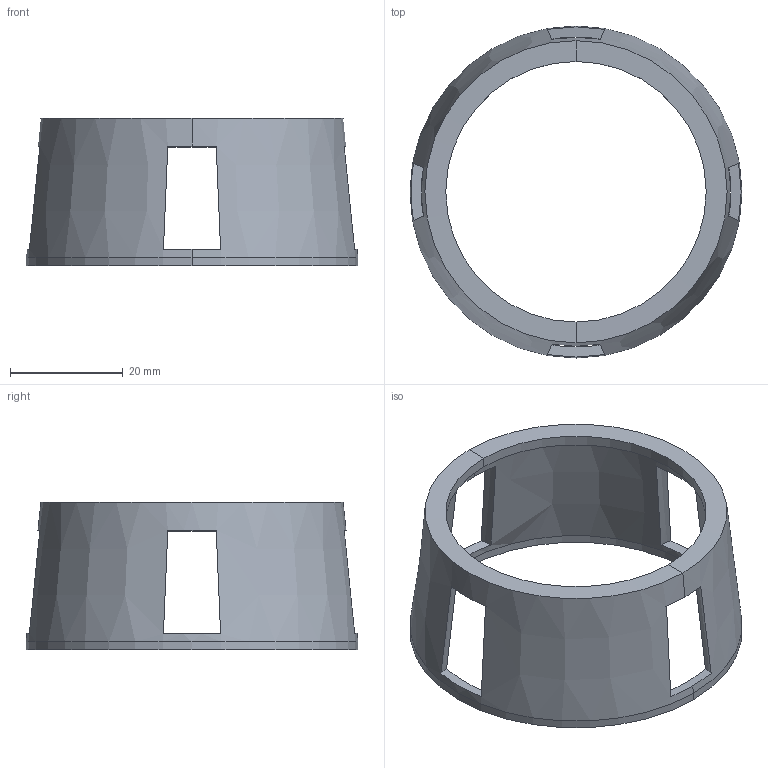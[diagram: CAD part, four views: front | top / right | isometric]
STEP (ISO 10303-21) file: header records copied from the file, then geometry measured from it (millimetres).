
FILE_DESCRIPTION(('Open CASCADE Model'),'2;1');
FILE_NAME('Open CASCADE Shape Model','2021-04-08T10:47:00',('Author'),( 'Open CASCADE'),'Open CASCADE STEP processor 7.4','Open CASCADE 7.4' ,'Unknown');
FILE_SCHEMA(('CONFIG_CONTROL_DESIGN'));
Length unit declared in the file: millimetre
Products named in the file (1): 0000024692 17
Bounding box: 58.78 x 58.78 x 26.17 mm (x, y, z)
Volume: 7415 mm3; surface area: 9171.9 mm2
Topology: 1 solids, 1 shells, 30 faces, 90 edges, 58 vertices
Faces by surface type: cone 14, plane 10, cylinder 6
Entity records: 3723 total; most frequent: CARTESIAN_POINT 2153, DIRECTION 215, ORIENTED_EDGE 180, PCURVE 180, DEFINITIONAL_REPRESENTATION 180, B_SPLINE_CURVE_WITH_KNOTS 128, EDGE_CURVE 90, SURFACE_CURVE 90
